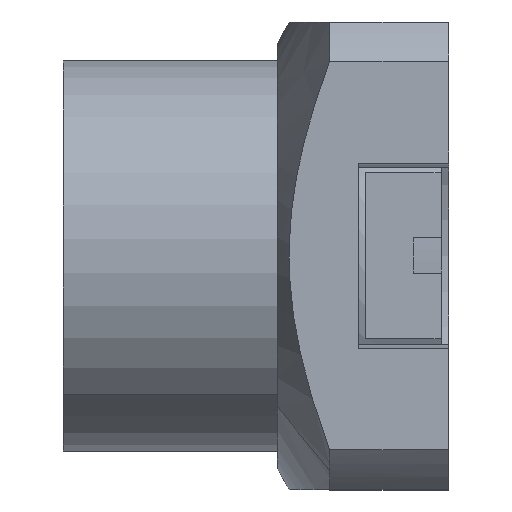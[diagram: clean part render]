
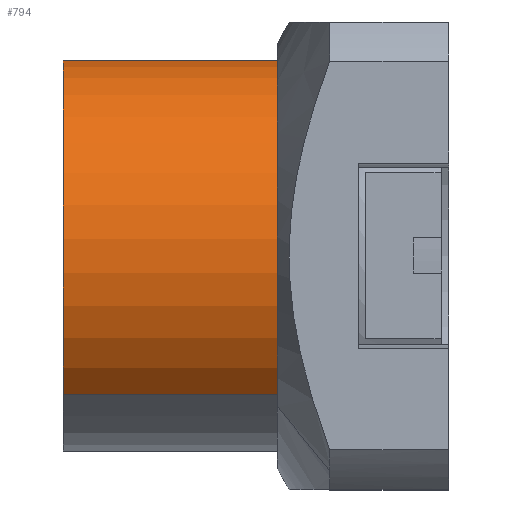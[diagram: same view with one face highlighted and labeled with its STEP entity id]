
A CAD part, top view. The second image highlights one B-rep face of the part: STEP entity #794.
In plain terms, the highlighted cylindrical face has radius 2.095 mm (diameter 4.19 mm), a partial arc.
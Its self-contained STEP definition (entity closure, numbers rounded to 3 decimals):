
#6=CARTESIAN_POINT('',(0.,0.,0.));
#7=DIRECTION('',(-1.,0.,0.));
#8=DIRECTION('',(0.,-0.707,0.707));
#9=AXIS2_PLACEMENT_3D('',#6,#7,#8);
#21=DIRECTION('',(1.,0.,0.));
#22=VECTOR('',#21,2.29);
#23=CARTESIAN_POINT('',(0.,1.481,-1.481));
#24=LINE('',#23,#22);
#25=DIRECTION('',(1.,0.,0.));
#26=VECTOR('',#25,2.29);
#27=CARTESIAN_POINT('',(0.,-1.481,1.481));
#28=LINE('',#27,#26);
#34=CARTESIAN_POINT('',(2.29,0.,0.));
#35=DIRECTION('',(1.,0.,0.));
#36=DIRECTION('',(0.,0.707,-0.707));
#37=AXIS2_PLACEMENT_3D('',#34,#35,#36);
#591=CARTESIAN_POINT('',(0.,1.481,-1.481));
#592=CARTESIAN_POINT('',(0.,-1.481,1.481));
#593=VERTEX_POINT('',#591);
#594=VERTEX_POINT('',#592);
#595=CARTESIAN_POINT('',(2.29,1.481,-1.481));
#596=VERTEX_POINT('',#595);
#597=CARTESIAN_POINT('',(2.29,-1.481,1.481));
#598=VERTEX_POINT('',#597);
#782=CARTESIAN_POINT('',(3.163,0.,0.));
#783=DIRECTION('',(-1.,0.,0.));
#784=DIRECTION('',(0.,0.707,-0.707));
#785=AXIS2_PLACEMENT_3D('',#782,#783,#784);
#786=CYLINDRICAL_SURFACE('',#785,2.095);
#787=ORIENTED_EDGE('',*,*,#756,.T.);
#788=ORIENTED_EDGE('',*,*,#777,.T.);
#790=ORIENTED_EDGE('',*,*,#789,.T.);
#791=ORIENTED_EDGE('',*,*,#773,.F.);
#792=EDGE_LOOP('',(#787,#788,#790,#791));
#793=FACE_OUTER_BOUND('',#792,.F.);
#794=ADVANCED_FACE('',(#793),#786,.T.);
#10=CIRCLE('',#9,2.095);
#38=CIRCLE('',#37,2.095);
#756=EDGE_CURVE('',#594,#593,#10,.T.);
#773=EDGE_CURVE('',#594,#598,#28,.T.);
#777=EDGE_CURVE('',#593,#596,#24,.T.);
#789=EDGE_CURVE('',#596,#598,#38,.T.);
